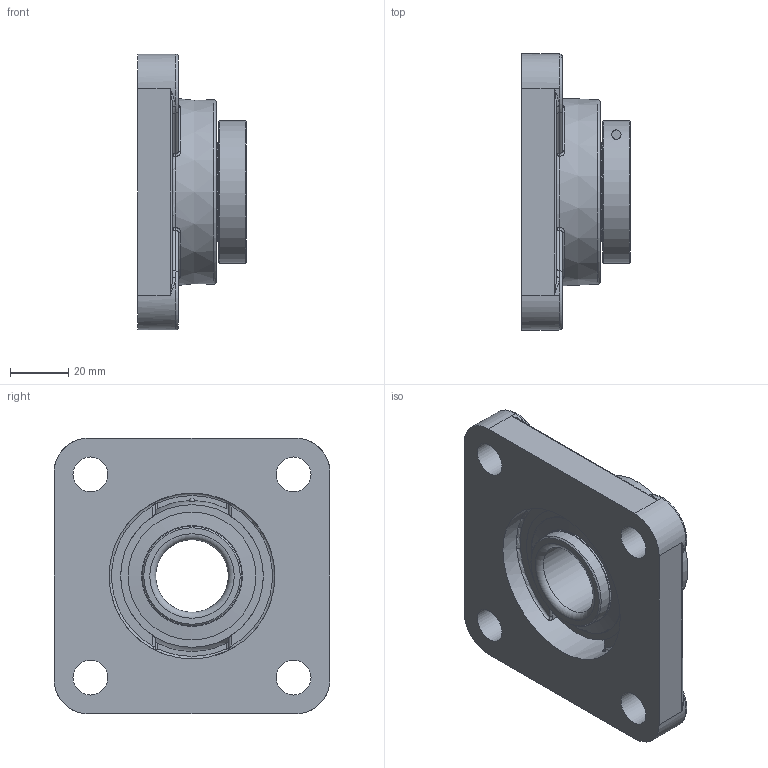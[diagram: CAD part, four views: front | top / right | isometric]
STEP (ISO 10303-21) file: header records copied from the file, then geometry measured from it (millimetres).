
FILE_DESCRIPTION(('HOOPS Exchange Step'),'2;1');
FILE_NAME('export-5C9995EE-6153-4DFF-82F9-040BFE4B883C.stp','2020-05-28T13:22:00-07:00',('dkerr'),('Alibre'),'HOOPS Exchange 2020.0','Alibre','Unknown authorisation');
FILE_SCHEMA( ('AP242_MANAGED_MODEL_BASED_3D_ENGINEERING_MIM_LF {1 0 10303 442 1 1 4 }') );
Length unit declared in the file: inch
Products named in the file (8): MRN SFM L4L 205; MRN SUE 205 L4L (25mm) (Race); MRN SUE 205 L4L (Ball); MRN SUE 205 L4L (Shield); MRN SUE 205 L4L (Lock Ring); MRN SUE 205 L4L (Bolt); MRN SUE 205 L4L (25mm); MRN SUESFM 205 L4L (25mm)
Assembly tree (7 placements, depth 3):
  MRN SUESFM 205 L4L (25mm)
    MRN SFM L4L 205
    MRN SUE 205 L4L (25mm)
      MRN SUE 205 L4L (25mm) (Race)
      MRN SUE 205 L4L (Ball)
      MRN SUE 205 L4L (Shield)
      MRN SUE 205 L4L (Lock Ring)
      MRN SUE 205 L4L (Bolt)
Bounding box: 37.3 x 95 x 95 mm (x, y, z)
Volume: 124545.1 mm3; surface area: 50080.7 mm2
Topology: 16 solids, 16 shells, 275 faces, 730 edges, 451 vertices
Faces by surface type: cylinder 76, plane 73, torus 44, cone 29, bspline 28, sphere 25
Full cylindrical faces by diameter (mm): 3.242 x2, 4 x1, 7 x1, 12 x4, 25 x1, 34.225 x4, 34.733 x2, 44 x4, 57.15 x1, 60.25 x1
Entity records: 14565 total; most frequent: CARTESIAN_POINT 7752, DIRECTION 1422, ORIENTED_EDGE 1376, EDGE_CURVE 688, AXIS2_PLACEMENT_3D 609, VERTEX_POINT 451, CIRCLE 339, EDGE_LOOP 303
